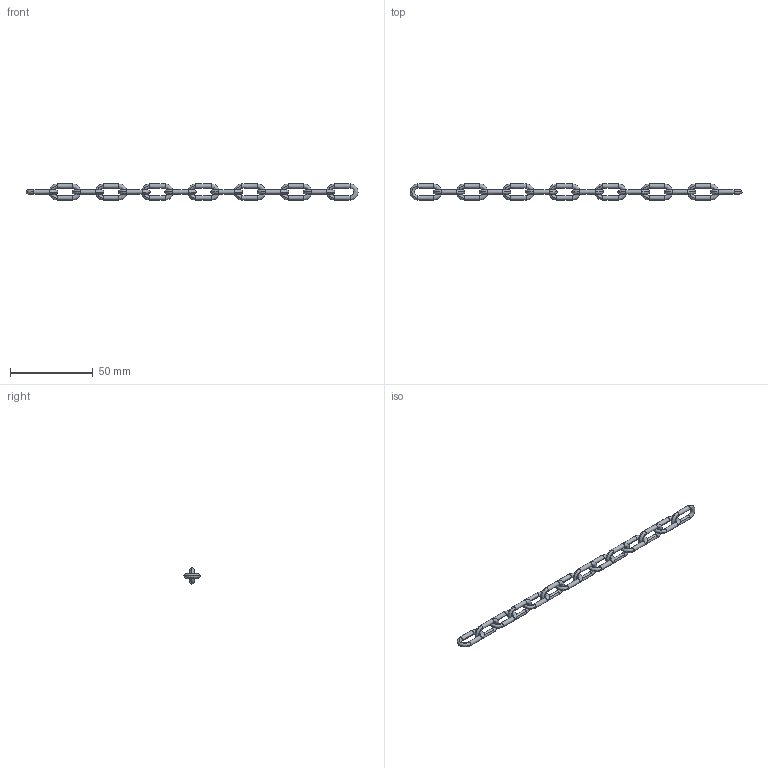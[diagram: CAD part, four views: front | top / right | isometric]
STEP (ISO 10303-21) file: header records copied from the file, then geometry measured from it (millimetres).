
FILE_DESCRIPTION((''),'2;1');
FILE_NAME('','2005-12-14T14:34:51',(''),(''),'','CADfix','');
FILE_SCHEMA(('AUTOMOTIVE_DESIGN'));
Length unit declared in the file: millimetre
Products named in the file (2): chain; TM_103SUS_12_11417_36
Assembly tree (14 placements, depth 2):
  TM_103SUS_12_11417_36
    chain  x14
Bounding box: 201.19 x 9.7 x 9.7 mm (x, y, z)
Volume: 3083.4 mm3; surface area: 4725.7 mm2
Topology: 14 solids, 14 shells, 112 faces, 420 edges, 308 vertices
Faces by surface type: bspline 112
Entity records: 661 total; most frequent: CARTESIAN_POINT 342, DIRECTION 60, ORIENTED_EDGE 60, AXIS2_PLACEMENT_3D 30, EDGE_CURVE 30, VERTEX_POINT 22, PRODUCT_DEFINITION_SHAPE 16, NEXT_ASSEMBLY_USAGE_OCCURRENCE 14
